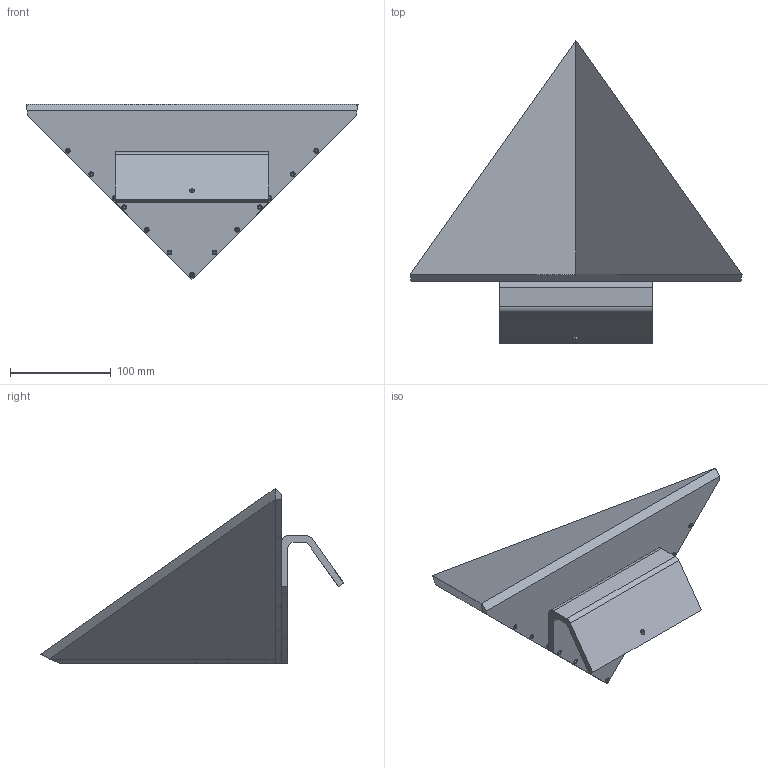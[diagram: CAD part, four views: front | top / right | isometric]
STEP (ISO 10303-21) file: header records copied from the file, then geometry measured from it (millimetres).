
FILE_DESCRIPTION (( 'STEP AP203' ), '1' );
FILE_NAME ('SAJ-130-S1.STEP', '2019-05-15T23:50:12', ( '' ), ( '' ), 'SwSTEP 2.0', 'SolidWorks 2016', '' );
FILE_SCHEMA (( 'CONFIG_CONTROL_DESIGN' ));
Products named in the file (1): SAJ-130-S1
Bounding box: 330.2 x 301.85 x 174.08 mm (x, y, z)
Volume: 686557.4 mm3; surface area: 244833.9 mm2
Topology: 29 solids, 29 shells, 2196 faces, 5728 edges, 3647 vertices
Faces by surface type: cylinder 1481, cone 361, plane 304, bspline 50
Entity records: 97804 total; most frequent: CARTESIAN_POINT 51686, ORIENTED_EDGE 11384, DIRECTION 8023, EDGE_CURVE 5692, VERTEX_POINT 3647, AXIS2_PLACEMENT_3D 3009, EDGE_LOOP 2355, ADVANCED_FACE 2196
